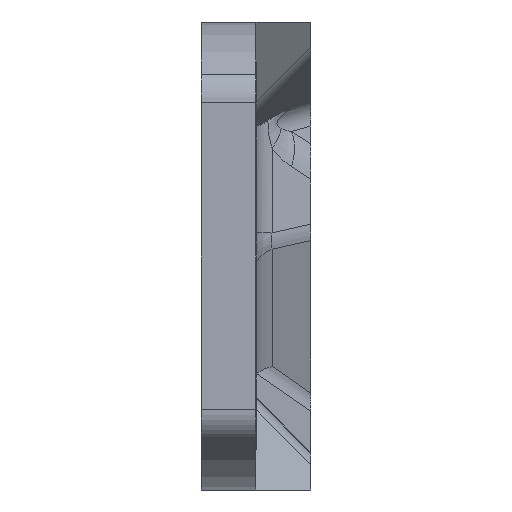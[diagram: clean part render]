
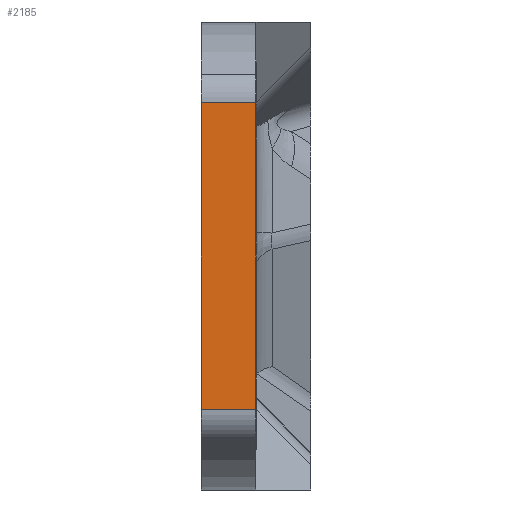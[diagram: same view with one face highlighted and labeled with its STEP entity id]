
A CAD part, left-side view. The second image highlights one B-rep face of the part: STEP entity #2185.
In plain terms, the highlighted planar face has unit normal (-1, 0, 0).
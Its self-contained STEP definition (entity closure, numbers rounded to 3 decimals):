
#87=PLANE('',#2381);
#181=FACE_OUTER_BOUND('',#310,.T.);
#310=EDGE_LOOP('',(#1677,#1678,#1679,#1680));
#555=LINE('',#3495,#766);
#586=LINE('',#3593,#797);
#588=LINE('',#3599,#799);
#589=LINE('',#3600,#800);
#766=VECTOR('',#2688,10.);
#797=VECTOR('',#2779,10.);
#799=VECTOR('',#2785,10.);
#800=VECTOR('',#2786,10.);
#1010=VERTEX_POINT('',#3492);
#1011=VERTEX_POINT('',#3494);
#1048=VERTEX_POINT('',#3592);
#1050=VERTEX_POINT('',#3598);
#1233=EDGE_CURVE('',#1010,#1011,#555,.T.);
#1282=EDGE_CURVE('',#1011,#1048,#586,.T.);
#1285=EDGE_CURVE('',#1050,#1010,#588,.T.);
#1286=EDGE_CURVE('',#1048,#1050,#589,.T.);
#1677=ORIENTED_EDGE('',*,*,#1282,.F.);
#1678=ORIENTED_EDGE('',*,*,#1233,.F.);
#1679=ORIENTED_EDGE('',*,*,#1285,.F.);
#1680=ORIENTED_EDGE('',*,*,#1286,.F.);
#2185=ADVANCED_FACE('',(#181),#87,.T.);
#2381=AXIS2_PLACEMENT_3D('',#3597,#2783,#2784);
#2688=DIRECTION('',(0.,0.,-1.));
#2779=DIRECTION('',(0.,1.,0.));
#2783=DIRECTION('center_axis',(-1.,0.,0.));
#2784=DIRECTION('ref_axis',(0.,0.,-1.));
#2785=DIRECTION('',(0.,-1.,0.));
#2786=DIRECTION('',(0.,0.,1.));
#3492=CARTESIAN_POINT('',(-139.562,-6.,12.023));
#3494=CARTESIAN_POINT('',(-139.562,-6.,-21.539));
#3495=CARTESIAN_POINT('',(-139.562,-6.,-23.349));
#3592=CARTESIAN_POINT('',(-139.562,0.,-21.539));
#3593=CARTESIAN_POINT('',(-139.562,0.,-21.539));
#3597=CARTESIAN_POINT('Origin',(-139.562,0.,13.832));
#3598=CARTESIAN_POINT('',(-139.562,0.,12.023));
#3599=CARTESIAN_POINT('',(-139.562,0.,12.023));
#3600=CARTESIAN_POINT('',(-139.562,0.,-23.349));
